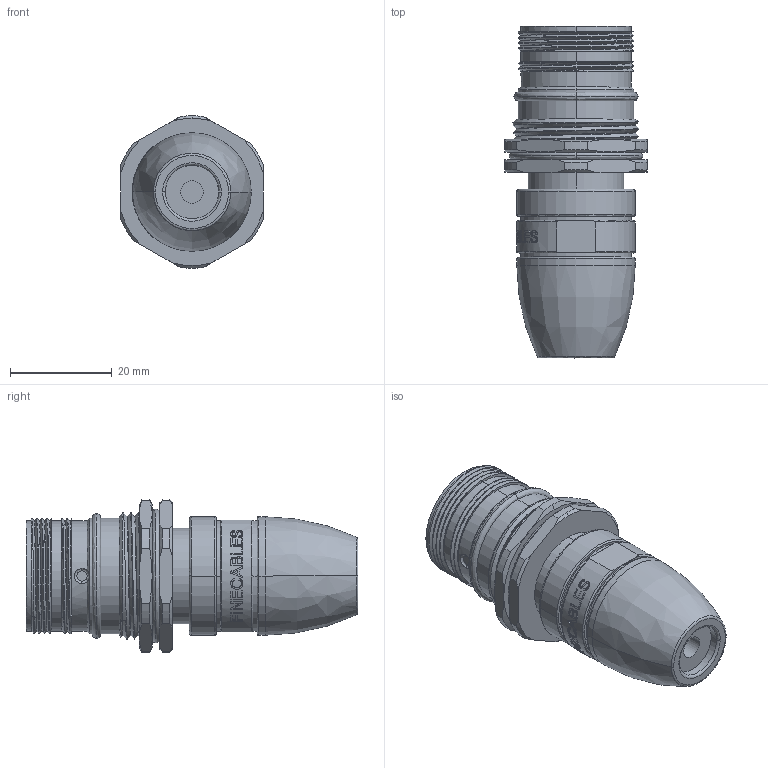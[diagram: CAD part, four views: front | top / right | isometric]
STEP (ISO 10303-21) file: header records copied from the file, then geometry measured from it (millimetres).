
FILE_DESCRIPTION (( 'STEP AP203' ), '1' );
FILE_NAME ('P383.STEP', '2020-04-15T07:20:26', ( 'edpusr' ), ( 'Microsoft' ), 'SwSTEP 2.0', 'SolidWorks 2015', '' );
FILE_SCHEMA (( 'CONFIG_CONTROL_DESIGN' ));
Length unit declared in the file: millimetre
Products named in the file (1): P383
Bounding box: 28 x 65.3 x 30 mm (x, y, z)
Volume: 13758.4 mm3; surface area: 14892.2 mm2
Topology: 4 solids, 4 shells, 464 faces, 1148 edges, 719 vertices
Faces by surface type: cylinder 175, plane 134, bspline 82, cone 73
Entity records: 23850 total; most frequent: CARTESIAN_POINT 13332, ORIENTED_EDGE 2220, DIRECTION 2107, EDGE_CURVE 1110, AXIS2_PLACEMENT_3D 841, VERTEX_POINT 719, EDGE_LOOP 535, FACE_OUTER_BOUND 464
